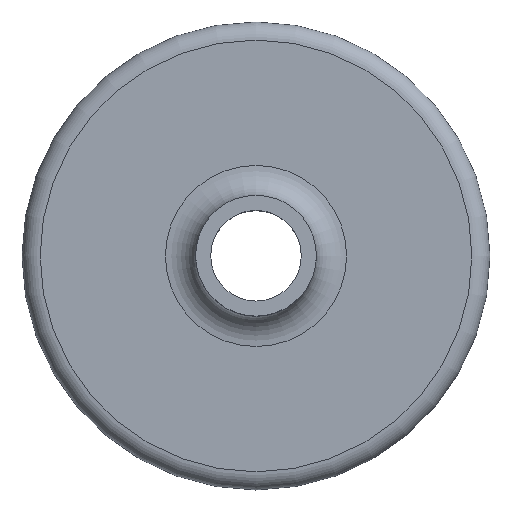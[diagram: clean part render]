
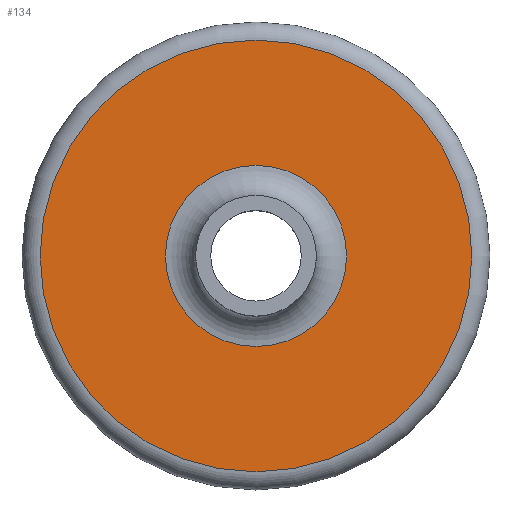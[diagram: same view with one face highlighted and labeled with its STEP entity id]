
A CAD part, top view. The second image highlights one B-rep face of the part: STEP entity #134.
In plain terms, the highlighted planar face has unit normal (0, 0, 1).
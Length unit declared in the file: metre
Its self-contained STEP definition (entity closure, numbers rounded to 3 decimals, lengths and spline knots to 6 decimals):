
#23=ORIENTED_EDGE('',*,*,#47,.T.);
#24=ORIENTED_EDGE('',*,*,#48,.T.);
#47=EDGE_CURVE('',#59,#59,#71,.F.);
#48=EDGE_CURVE('',#60,#60,#72,.T.);
#59=VERTEX_POINT('',#244);
#60=VERTEX_POINT('',#246);
#71=CIRCLE('',#164,0.015);
#72=CIRCLE('',#165,0.03575);
#83=EDGE_LOOP('',(#23));
#84=EDGE_LOOP('',(#24));
#107=FACE_BOUND('',#83,.T.);
#108=FACE_BOUND('',#84,.T.);
#128=PLANE('',#163);
#134=ADVANCED_FACE('',(#107,#108),#128,.T.);
#163=AXIS2_PLACEMENT_3D('',#242,#195,#196);
#164=AXIS2_PLACEMENT_3D('',#243,#197,#198);
#165=AXIS2_PLACEMENT_3D('',#245,#199,#200);
#195=DIRECTION('',(0.,0.,1.));
#196=DIRECTION('',(1.,0.,0.));
#197=DIRECTION('',(0.,0.,1.));
#198=DIRECTION('',(1.,0.,0.));
#199=DIRECTION('',(0.,0.,1.));
#200=DIRECTION('',(1.,0.,0.));
#242=CARTESIAN_POINT('',(0.,0.,0.003));
#243=CARTESIAN_POINT('',(0.,0.,0.003));
#244=CARTESIAN_POINT('',(0.015,0.,0.003));
#245=CARTESIAN_POINT('',(0.,0.,0.003));
#246=CARTESIAN_POINT('',(0.03575,0.,0.003));
